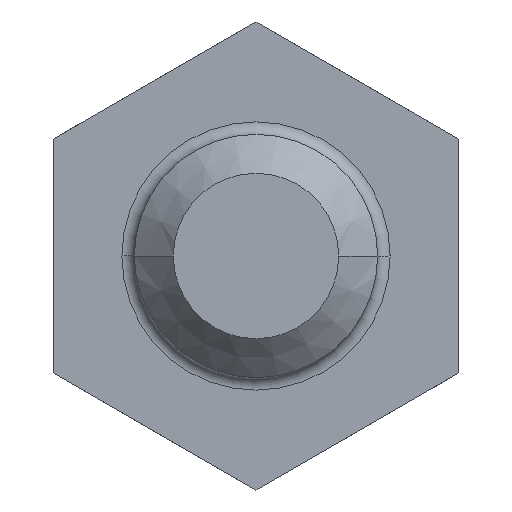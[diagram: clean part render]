
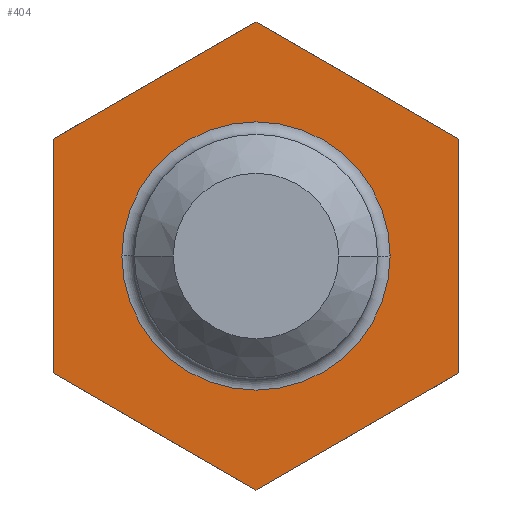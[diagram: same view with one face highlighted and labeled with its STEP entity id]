
A CAD part, left-side view. The second image highlights one B-rep face of the part: STEP entity #404.
In plain terms, the highlighted planar face has unit normal (-1, 0, 0).
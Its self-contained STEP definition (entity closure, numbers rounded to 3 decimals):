
#61=CARTESIAN_POINT('Vertex',(0.,6.5,-3.753)) ;
#66=CARTESIAN_POINT('Line Origine',(0.,6.5,0.)) ;
#70=CARTESIAN_POINT('Vertex',(0.,6.5,3.753)) ;
#106=CARTESIAN_POINT('Line Origine',(0.,3.25,5.629)) ;
#110=CARTESIAN_POINT('Vertex',(0.,0.,7.506)) ;
#157=CARTESIAN_POINT('Line Origine',(0.,-3.25,5.629)) ;
#161=CARTESIAN_POINT('Vertex',(0.,-6.5,3.753)) ;
#197=CARTESIAN_POINT('Line Origine',(0.,-6.5,0.)) ;
#201=CARTESIAN_POINT('Vertex',(0.,-6.5,-3.753)) ;
#237=CARTESIAN_POINT('Line Origine',(0.,-3.25,-5.629)) ;
#241=CARTESIAN_POINT('Vertex',(0.,0.,-7.506)) ;
#288=CARTESIAN_POINT('Line Origine',(0.,3.25,-5.629)) ;
#373=CARTESIAN_POINT('Axis2P3D Location',(0.,0.,0.)) ;
#386=CARTESIAN_POINT('Axis2P3D Location',(0.,0.,0.)) ;
#390=CARTESIAN_POINT('Vertex',(0.,-4.302,0.)) ;
#392=CARTESIAN_POINT('Vertex',(0.,4.302,0.)) ;
#395=CARTESIAN_POINT('Axis2P3D Location',(0.,0.,0.)) ;
#67=DIRECTION('Vector Direction',(0.,0.,1.)) ;
#107=DIRECTION('Vector Direction',(0.,-0.866,0.5)) ;
#158=DIRECTION('Vector Direction',(0.,-0.866,-0.5)) ;
#198=DIRECTION('Vector Direction',(0.,0.,-1.)) ;
#238=DIRECTION('Vector Direction',(0.,0.866,-0.5)) ;
#289=DIRECTION('Vector Direction',(0.,0.866,0.5)) ;
#374=DIRECTION('Axis2P3D Direction',(1.,0.,0.)) ;
#375=DIRECTION('Axis2P3D XDirection',(0.,1.,0.)) ;
#387=DIRECTION('Axis2P3D Direction',(1.,0.,0.)) ;
#396=DIRECTION('Axis2P3D Direction',(1.,0.,0.)) ;
#376=AXIS2_PLACEMENT_3D('Plane Axis2P3D',#373,#374,#375) ;
#388=AXIS2_PLACEMENT_3D('Circle Axis2P3D',#386,#387,$) ;
#397=AXIS2_PLACEMENT_3D('Circle Axis2P3D',#395,#396,$) ;
#379=ORIENTED_EDGE('',*,*,#292,.F.) ;
#380=ORIENTED_EDGE('',*,*,#243,.F.) ;
#381=ORIENTED_EDGE('',*,*,#203,.F.) ;
#382=ORIENTED_EDGE('',*,*,#163,.F.) ;
#383=ORIENTED_EDGE('',*,*,#112,.F.) ;
#384=ORIENTED_EDGE('',*,*,#72,.F.) ;
#401=ORIENTED_EDGE('',*,*,#394,.F.) ;
#402=ORIENTED_EDGE('',*,*,#399,.F.) ;
#403=FACE_BOUND('',#400,.T.) ;
#68=VECTOR('Line Direction',#67,1.) ;
#108=VECTOR('Line Direction',#107,1.) ;
#159=VECTOR('Line Direction',#158,1.) ;
#199=VECTOR('Line Direction',#198,1.) ;
#239=VECTOR('Line Direction',#238,1.) ;
#290=VECTOR('Line Direction',#289,1.) ;
#404=ADVANCED_FACE('PartBody',(#385,#403),#377,.F.) ;
#389=CIRCLE('generated circle',#388,4.302) ;
#398=CIRCLE('generated circle',#397,4.302) ;
#72=EDGE_CURVE('',#62,#71,#69,.T.) ;
#112=EDGE_CURVE('',#71,#111,#109,.T.) ;
#163=EDGE_CURVE('',#111,#162,#160,.T.) ;
#203=EDGE_CURVE('',#162,#202,#200,.T.) ;
#243=EDGE_CURVE('',#202,#242,#240,.T.) ;
#292=EDGE_CURVE('',#242,#62,#291,.T.) ;
#394=EDGE_CURVE('',#391,#393,#389,.F.) ;
#399=EDGE_CURVE('',#393,#391,#398,.F.) ;
#378=EDGE_LOOP('',(#379,#380,#381,#382,#383,#384)) ;
#400=EDGE_LOOP('',(#401,#402)) ;
#385=FACE_OUTER_BOUND('',#378,.T.) ;
#69=LINE('Line',#66,#68) ;
#109=LINE('Line',#106,#108) ;
#160=LINE('Line',#157,#159) ;
#200=LINE('Line',#197,#199) ;
#240=LINE('Line',#237,#239) ;
#291=LINE('Line',#288,#290) ;
#377=PLANE('',#376) ;
#62=VERTEX_POINT('',#61) ;
#71=VERTEX_POINT('',#70) ;
#111=VERTEX_POINT('',#110) ;
#162=VERTEX_POINT('',#161) ;
#202=VERTEX_POINT('',#201) ;
#242=VERTEX_POINT('',#241) ;
#391=VERTEX_POINT('',#390) ;
#393=VERTEX_POINT('',#392) ;
